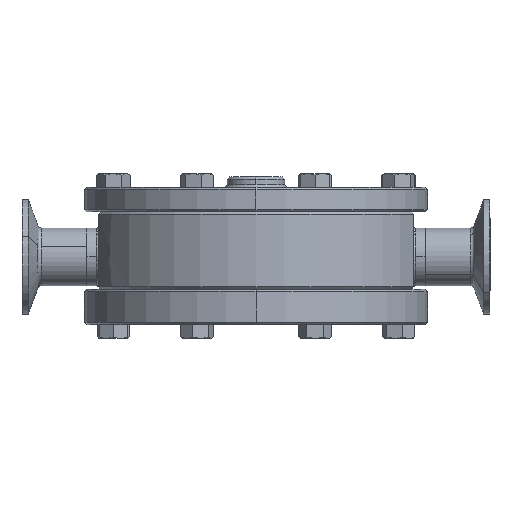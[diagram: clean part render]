
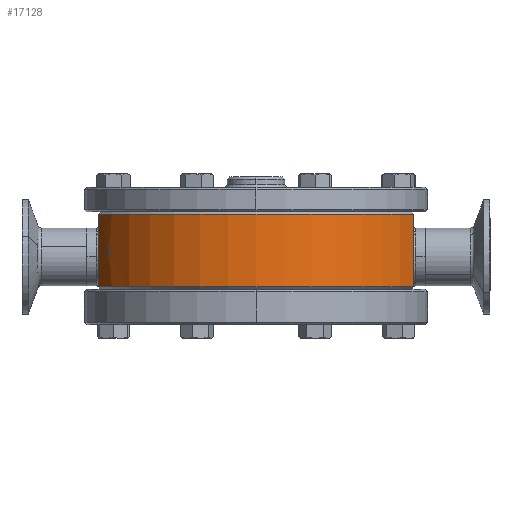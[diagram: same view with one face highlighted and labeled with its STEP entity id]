
A CAD part, front view. The second image highlights one B-rep face of the part: STEP entity #17128.
In plain terms, the highlighted cylindrical face has radius 75.565 mm (diameter 151.13 mm), a partial arc.
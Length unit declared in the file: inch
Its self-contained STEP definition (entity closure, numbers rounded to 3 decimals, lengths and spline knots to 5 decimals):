
#1346 = CARTESIAN_POINT ( 'NONE',  ( -2.57434, -1.4911, 0. ) ) ;
#2071 = CIRCLE ( 'NONE', #18021, 2.975 ) ;
#3674 = VERTEX_POINT ( 'NONE', #61637 ) ;
#5208 = ORIENTED_EDGE ( 'NONE', *, *, #57299, .T. ) ;
#5329 = VERTEX_POINT ( 'NONE', #95453 ) ;
#6555 = CARTESIAN_POINT ( 'NONE',  ( -2.53464, -1.55763, 0. ) ) ;
#6791 = DIRECTION ( 'NONE',  ( 1., 0., 0. ) ) ;
#7245 = DIRECTION ( 'NONE',  ( 0., 0., 1. ) ) ;
#7295 = DIRECTION ( 'NONE',  ( 0., 0., -1. ) ) ;
#7315 = DIRECTION ( 'NONE',  ( 0., 0., -1. ) ) ;
#8580 = VECTOR ( 'NONE', #35062, 39.37008 ) ;
#8585 = CIRCLE ( 'NONE', #104302, 2.975 ) ;
#8667 = AXIS2_PLACEMENT_3D ( 'NONE', #22177, #90806, #60236 ) ;
#8937 = CARTESIAN_POINT ( 'NONE',  ( -2.53464, -1.55763, 0.02173 ) ) ;
#9643 = EDGE_CURVE ( 'NONE', #36318, #85486, #61326, .T. ) ;
#9881 = DIRECTION ( 'NONE',  ( 0., 0., 1. ) ) ;
#12045 = EDGE_CURVE ( 'NONE', #3674, #5329, #120563, .T. ) ;
#14062 = EDGE_CURVE ( 'NONE', #100715, #81009, #49821, .T. ) ;
#14659 = CYLINDRICAL_SURFACE ( 'NONE', #8667, 2.975 ) ;
#16015 = CARTESIAN_POINT ( 'NONE',  ( -2.54787, -1.53589, 0.02173 ) ) ;
#17128 = ADVANCED_FACE ( 'NONE', ( #52710, #43337 ), #14659, .T. ) ;
#18021 = AXIS2_PLACEMENT_3D ( 'NONE', #100494, #34304, #74221 ) ;
#20571 = CARTESIAN_POINT ( 'NONE',  ( -2.53464, -1.55763, 0.18089 ) ) ;
#21475 = CIRCLE ( 'NONE', #81277, 2.975 ) ;
#22177 = CARTESIAN_POINT ( 'NONE',  ( 0., 0., 0. ) ) ;
#22503 = EDGE_CURVE ( 'NONE', #36318, #32721, #37638, .T. ) ;
#22851 = EDGE_CURVE ( 'NONE', #96967, #67656, #34177, .T. ) ;
#23569 = CIRCLE ( 'NONE', #41461, 2.975 ) ;
#23787 = ORIENTED_EDGE ( 'NONE', *, *, #43130, .T. ) ;
#24335 = CIRCLE ( 'NONE', #94082, 2.975 ) ;
#24733 = EDGE_CURVE ( 'NONE', #86889, #85486, #93205, .T. ) ;
#27356 = VECTOR ( 'NONE', #102068, 39.37008 ) ;
#28620 = CARTESIAN_POINT ( 'NONE',  ( 0., 0., 0.74 ) ) ;
#30484 = CARTESIAN_POINT ( 'NONE',  ( 2.73268, -1.17604, 0.74 ) ) ;
#30919 = VERTEX_POINT ( 'NONE', #101054 ) ;
#31932 = DIRECTION ( 'NONE',  ( 0., 0., 1. ) ) ;
#32410 = CARTESIAN_POINT ( 'NONE',  ( -2.56149, -1.51307, 0. ) ) ;
#32721 = VERTEX_POINT ( 'NONE', #30484 ) ;
#33115 = VECTOR ( 'NONE', #69810, 39.37008 ) ;
#33927 = ORIENTED_EDGE ( 'NONE', *, *, #12045, .T. ) ;
#34177 = LINE ( 'NONE', #82833, #81715 ) ;
#34304 = DIRECTION ( 'NONE',  ( 0., 0., 1. ) ) ;
#35062 = DIRECTION ( 'NONE',  ( 0., 0., -1. ) ) ;
#35069 = CARTESIAN_POINT ( 'NONE',  ( -2.54787, -1.53589, 0. ) ) ;
#36184 = ORIENTED_EDGE ( 'NONE', *, *, #88408, .T. ) ;
#36318 = VERTEX_POINT ( 'NONE', #65133 ) ;
#36345 = ORIENTED_EDGE ( 'NONE', *, *, #67108, .T. ) ;
#37638 = CIRCLE ( 'NONE', #107492, 2.975 ) ;
#39814 = DIRECTION ( 'NONE',  ( 1., 0., 0. ) ) ;
#41261 = LINE ( 'NONE', #1346, #82808 ) ;
#41461 = AXIS2_PLACEMENT_3D ( 'NONE', #55412, #101086, #6791 ) ;
#41843 = CARTESIAN_POINT ( 'NONE',  ( 2.73268, -1.17604, -0.52 ) ) ;
#41861 = VECTOR ( 'NONE', #7245, 39.37008 ) ;
#43083 = DIRECTION ( 'NONE',  ( 1., 0., 0. ) ) ;
#43130 = EDGE_CURVE ( 'NONE', #80269, #3674, #41261, .T. ) ;
#43337 = FACE_OUTER_BOUND ( 'NONE', #45849, .T. ) ;
#43602 = CARTESIAN_POINT ( 'NONE',  ( -2.57434, -1.4911, 0.18089 ) ) ;
#43738 = VERTEX_POINT ( 'NONE', #122494 ) ;
#45491 = ORIENTED_EDGE ( 'NONE', *, *, #71404, .T. ) ;
#45849 = EDGE_LOOP ( 'NONE', ( #52039, #81316, #68805, #117466 ) ) ;
#45996 = EDGE_CURVE ( 'NONE', #67656, #100715, #8585, .T. ) ;
#48522 = EDGE_CURVE ( 'NONE', #30919, #80269, #23569, .T. ) ;
#49821 = LINE ( 'NONE', #79176, #33115 ) ;
#50615 = DIRECTION ( 'NONE',  ( 1., 0., 0. ) ) ;
#50709 = CARTESIAN_POINT ( 'NONE',  ( -2.73268, -1.17604, -0.52 ) ) ;
#51320 = AXIS2_PLACEMENT_3D ( 'NONE', #88249, #61993, #116388 ) ;
#52039 = ORIENTED_EDGE ( 'NONE', *, *, #24733, .F. ) ;
#52710 = FACE_BOUND ( 'NONE', #110681, .T. ) ;
#53055 = CARTESIAN_POINT ( 'NONE',  ( 0., 0., 0.02173 ) ) ;
#55412 = CARTESIAN_POINT ( 'NONE',  ( 0., 0., 0.18089 ) ) ;
#57299 = EDGE_CURVE ( 'NONE', #5329, #84677, #92069, .T. ) ;
#57623 = ORIENTED_EDGE ( 'NONE', *, *, #22851, .T. ) ;
#60236 = DIRECTION ( 'NONE',  ( 1., 0., 0. ) ) ;
#61326 = LINE ( 'NONE', #99422, #8580 ) ;
#61530 = EDGE_CURVE ( 'NONE', #65043, #96967, #21475, .T. ) ;
#61637 = CARTESIAN_POINT ( 'NONE',  ( -2.57434, -1.4911, 0.20131 ) ) ;
#61993 = DIRECTION ( 'NONE',  ( 0., 0., -1. ) ) ;
#62958 = ORIENTED_EDGE ( 'NONE', *, *, #14062, .T. ) ;
#65043 = VERTEX_POINT ( 'NONE', #16015 ) ;
#65133 = CARTESIAN_POINT ( 'NONE',  ( -2.73268, -1.17604, 0.74 ) ) ;
#67108 = EDGE_CURVE ( 'NONE', #84677, #112193, #24335, .T. ) ;
#67219 = ORIENTED_EDGE ( 'NONE', *, *, #61530, .T. ) ;
#67656 = VERTEX_POINT ( 'NONE', #92135 ) ;
#68805 = ORIENTED_EDGE ( 'NONE', *, *, #22503, .F. ) ;
#69219 = DIRECTION ( 'NONE',  ( 0., 0., 1. ) ) ;
#69810 = DIRECTION ( 'NONE',  ( 0., 0., 1. ) ) ;
#71404 = EDGE_CURVE ( 'NONE', #112193, #65043, #72550, .T. ) ;
#72550 = LINE ( 'NONE', #35069, #81913 ) ;
#73741 = CARTESIAN_POINT ( 'NONE',  ( -2.57434, -1.4911, 0.00131 ) ) ;
#74221 = DIRECTION ( 'NONE',  ( 1., 0., 0. ) ) ;
#74933 = ORIENTED_EDGE ( 'NONE', *, *, #123272, .T. ) ;
#76717 = CARTESIAN_POINT ( 'NONE',  ( -2.54787, -1.53589, 0.18089 ) ) ;
#77359 = DIRECTION ( 'NONE',  ( 0., 0., -1. ) ) ;
#79176 = CARTESIAN_POINT ( 'NONE',  ( -2.57434, -1.4911, 0. ) ) ;
#80269 = VERTEX_POINT ( 'NONE', #43602 ) ;
#81009 = VERTEX_POINT ( 'NONE', #114885 ) ;
#81277 = AXIS2_PLACEMENT_3D ( 'NONE', #53055, #99313, #43083 ) ;
#81316 = ORIENTED_EDGE ( 'NONE', *, *, #105638, .T. ) ;
#81715 = VECTOR ( 'NONE', #7295, 39.37008 ) ;
#81913 = VECTOR ( 'NONE', #101267, 39.37008 ) ;
#82171 = LINE ( 'NONE', #110308, #41861 ) ;
#82808 = VECTOR ( 'NONE', #31932, 39.37008 ) ;
#82833 = CARTESIAN_POINT ( 'NONE',  ( -2.53464, -1.55763, 0. ) ) ;
#84647 = VECTOR ( 'NONE', #69219, 39.37008 ) ;
#84677 = VERTEX_POINT ( 'NONE', #20571 ) ;
#85486 = VERTEX_POINT ( 'NONE', #50709 ) ;
#86727 = CARTESIAN_POINT ( 'NONE',  ( 0., 0., 0.00131 ) ) ;
#86889 = VERTEX_POINT ( 'NONE', #41843 ) ;
#88249 = CARTESIAN_POINT ( 'NONE',  ( 0., 0., -0.52 ) ) ;
#88408 = EDGE_CURVE ( 'NONE', #81009, #43738, #2071, .T. ) ;
#90806 = DIRECTION ( 'NONE',  ( 0., 0., 1. ) ) ;
#92069 = LINE ( 'NONE', #6555, #27356 ) ;
#92135 = CARTESIAN_POINT ( 'NONE',  ( -2.53464, -1.55763, 0.00131 ) ) ;
#93205 = CIRCLE ( 'NONE', #51320, 2.975 ) ;
#94082 = AXIS2_PLACEMENT_3D ( 'NONE', #113417, #7315, #112208 ) ;
#95453 = CARTESIAN_POINT ( 'NONE',  ( -2.53464, -1.55763, 0.20131 ) ) ;
#96731 = DIRECTION ( 'NONE',  ( 1., 0., 0. ) ) ;
#96967 = VERTEX_POINT ( 'NONE', #8937 ) ;
#99313 = DIRECTION ( 'NONE',  ( 0., 0., 1. ) ) ;
#99422 = CARTESIAN_POINT ( 'NONE',  ( -2.73268, -1.17604, 0. ) ) ;
#100494 = CARTESIAN_POINT ( 'NONE',  ( 0., 0., 0.02173 ) ) ;
#100715 = VERTEX_POINT ( 'NONE', #73741 ) ;
#101054 = CARTESIAN_POINT ( 'NONE',  ( -2.56149, -1.51307, 0.18089 ) ) ;
#101086 = DIRECTION ( 'NONE',  ( 0., 0., -1. ) ) ;
#101267 = DIRECTION ( 'NONE',  ( 0., 0., -1. ) ) ;
#102068 = DIRECTION ( 'NONE',  ( 0., 0., -1. ) ) ;
#104302 = AXIS2_PLACEMENT_3D ( 'NONE', #86727, #77359, #96731 ) ;
#105638 = EDGE_CURVE ( 'NONE', #86889, #32721, #82171, .T. ) ;
#106712 = LINE ( 'NONE', #32410, #84647 ) ;
#107447 = CARTESIAN_POINT ( 'NONE',  ( 0., 0., 0.20131 ) ) ;
#107492 = AXIS2_PLACEMENT_3D ( 'NONE', #28620, #9881, #39814 ) ;
#110308 = CARTESIAN_POINT ( 'NONE',  ( 2.73268, -1.17604, 0. ) ) ;
#110681 = EDGE_LOOP ( 'NONE', ( #23787, #33927, #5208, #36345, #45491, #67219, #57623, #113925, #62958, #36184, #74933, #118705 ) ) ;
#112193 = VERTEX_POINT ( 'NONE', #76717 ) ;
#112208 = DIRECTION ( 'NONE',  ( 1., 0., 0. ) ) ;
#113417 = CARTESIAN_POINT ( 'NONE',  ( 0., 0., 0.18089 ) ) ;
#113925 = ORIENTED_EDGE ( 'NONE', *, *, #45996, .T. ) ;
#114885 = CARTESIAN_POINT ( 'NONE',  ( -2.57434, -1.4911, 0.02173 ) ) ;
#116388 = DIRECTION ( 'NONE',  ( 1., 0., 0. ) ) ;
#116551 = AXIS2_PLACEMENT_3D ( 'NONE', #107447, #119315, #50615 ) ;
#117466 = ORIENTED_EDGE ( 'NONE', *, *, #9643, .T. ) ;
#118705 = ORIENTED_EDGE ( 'NONE', *, *, #48522, .T. ) ;
#119315 = DIRECTION ( 'NONE',  ( 0., 0., 1. ) ) ;
#120563 = CIRCLE ( 'NONE', #116551, 2.975 ) ;
#122494 = CARTESIAN_POINT ( 'NONE',  ( -2.56149, -1.51307, 0.02173 ) ) ;
#123272 = EDGE_CURVE ( 'NONE', #43738, #30919, #106712, .T. ) ;
